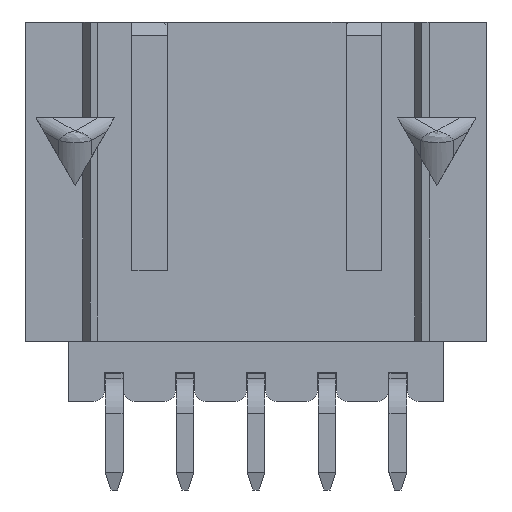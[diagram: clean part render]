
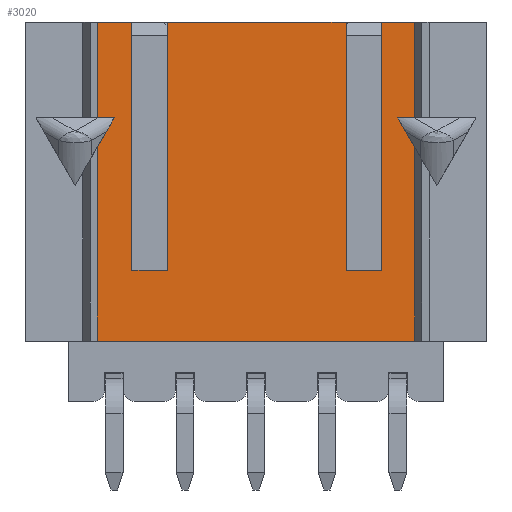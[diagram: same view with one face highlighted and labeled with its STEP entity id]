
A CAD part, front view. The second image highlights one B-rep face of the part: STEP entity #3020.
In plain terms, the highlighted planar face has unit normal (0, -1, 0).
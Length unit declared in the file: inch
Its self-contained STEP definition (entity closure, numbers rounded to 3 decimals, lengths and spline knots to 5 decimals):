
#350=DIRECTION('',(1.,0.,0.));
#351=VECTOR('',#350,0.448);
#352=CARTESIAN_POINT('',(-0.224,-0.1,-0.225));
#353=LINE('',#352,#351);
#666=DIRECTION('',(0.5,0.,-0.866));
#667=VECTOR('',#666,0.048);
#668=CARTESIAN_POINT('',(0.2,-0.1,0.08975));
#669=LINE('',#668,#667);
#670=DIRECTION('',(0.,0.,-1.));
#671=VECTOR('',#670,0.27319);
#672=CARTESIAN_POINT('',(0.224,-0.1,0.04819));
#673=LINE('',#672,#671);
#674=DIRECTION('',(0.,0.,-1.));
#675=VECTOR('',#674,0.27319);
#676=CARTESIAN_POINT('',(-0.224,-0.1,0.04819));
#677=LINE('',#676,#675);
#678=DIRECTION('',(0.5,0.,0.866));
#679=VECTOR('',#678,0.048);
#680=CARTESIAN_POINT('',(-0.224,-0.1,0.04819));
#681=LINE('',#680,#679);
#682=DIRECTION('',(-1.,0.,0.));
#683=VECTOR('',#682,0.024);
#684=CARTESIAN_POINT('',(-0.2,-0.1,0.08975));
#685=LINE('',#684,#683);
#686=DIRECTION('',(0.,0.,-1.));
#687=VECTOR('',#686,0.13525);
#688=CARTESIAN_POINT('',(-0.224,-0.1,0.225));
#689=LINE('',#688,#687);
#690=DIRECTION('',(1.,0.,0.));
#691=VECTOR('',#690,0.049);
#692=CARTESIAN_POINT('',(-0.224,-0.1,0.225));
#693=LINE('',#692,#691);
#694=DIRECTION('',(0.,0.,-1.));
#695=VECTOR('',#694,0.35);
#696=CARTESIAN_POINT('',(-0.175,-0.1,0.225));
#697=LINE('',#696,#695);
#698=DIRECTION('',(1.,0.,0.));
#699=VECTOR('',#698,0.05);
#700=CARTESIAN_POINT('',(-0.175,-0.1,-0.125));
#701=LINE('',#700,#699);
#702=DIRECTION('',(0.,0.,-1.));
#703=VECTOR('',#702,0.35);
#704=CARTESIAN_POINT('',(-0.125,-0.1,0.225));
#705=LINE('',#704,#703);
#706=DIRECTION('',(1.,0.,0.));
#707=VECTOR('',#706,0.252);
#708=CARTESIAN_POINT('',(-0.125,-0.1,0.225));
#709=LINE('',#708,#707);
#710=DIRECTION('',(0.,0.,-1.));
#711=VECTOR('',#710,0.35);
#712=CARTESIAN_POINT('',(0.127,-0.1,0.225));
#713=LINE('',#712,#711);
#714=DIRECTION('',(-1.,0.,0.));
#715=VECTOR('',#714,0.05);
#716=CARTESIAN_POINT('',(0.177,-0.1,-0.125));
#717=LINE('',#716,#715);
#718=DIRECTION('',(0.,0.,-1.));
#719=VECTOR('',#718,0.35);
#720=CARTESIAN_POINT('',(0.177,-0.1,0.225));
#721=LINE('',#720,#719);
#722=DIRECTION('',(1.,0.,0.));
#723=VECTOR('',#722,0.047);
#724=CARTESIAN_POINT('',(0.177,-0.1,0.225));
#725=LINE('',#724,#723);
#726=DIRECTION('',(0.,0.,-1.));
#727=VECTOR('',#726,0.13525);
#728=CARTESIAN_POINT('',(0.224,-0.1,0.225));
#729=LINE('',#728,#727);
#730=DIRECTION('',(-1.,0.,0.));
#731=VECTOR('',#730,0.024);
#732=CARTESIAN_POINT('',(0.224,-0.1,0.08975));
#733=LINE('',#732,#731);
#1825=CARTESIAN_POINT('',(0.177,-0.1,0.225));
#1827=VERTEX_POINT('',#1825);
#1829=CARTESIAN_POINT('',(0.127,-0.1,0.225));
#1831=VERTEX_POINT('',#1829);
#1833=CARTESIAN_POINT('',(0.177,-0.1,-0.125));
#1834=VERTEX_POINT('',#1833);
#1835=CARTESIAN_POINT('',(0.127,-0.1,-0.125));
#1836=VERTEX_POINT('',#1835);
#1955=CARTESIAN_POINT('',(-0.224,-0.1,-0.225));
#1956=CARTESIAN_POINT('',(0.224,-0.1,-0.225));
#1957=VERTEX_POINT('',#1955);
#1958=VERTEX_POINT('',#1956);
#1961=CARTESIAN_POINT('',(-0.224,-0.1,0.225));
#1963=VERTEX_POINT('',#1961);
#1971=CARTESIAN_POINT('',(0.224,-0.1,0.225));
#1972=VERTEX_POINT('',#1971);
#1977=CARTESIAN_POINT('',(0.2,-0.1,0.08975));
#1978=CARTESIAN_POINT('',(0.224,-0.1,0.04819));
#1979=VERTEX_POINT('',#1977);
#1980=VERTEX_POINT('',#1978);
#1989=CARTESIAN_POINT('',(0.224,-0.1,0.08975));
#1990=VERTEX_POINT('',#1989);
#1995=CARTESIAN_POINT('',(-0.2,-0.1,0.08975));
#1996=CARTESIAN_POINT('',(-0.224,-0.1,0.08975));
#1997=VERTEX_POINT('',#1995);
#1998=VERTEX_POINT('',#1996);
#2007=CARTESIAN_POINT('',(-0.224,-0.1,0.04819));
#2008=VERTEX_POINT('',#2007);
#2097=CARTESIAN_POINT('',(-0.175,-0.1,0.225));
#2099=VERTEX_POINT('',#2097);
#2101=CARTESIAN_POINT('',(-0.125,-0.1,0.225));
#2103=VERTEX_POINT('',#2101);
#2105=CARTESIAN_POINT('',(-0.175,-0.1,-0.125));
#2106=CARTESIAN_POINT('',(-0.125,-0.1,-0.125));
#2107=VERTEX_POINT('',#2105);
#2108=VERTEX_POINT('',#2106);
#2985=CARTESIAN_POINT('',(-0.3,-0.1,0.225));
#2986=DIRECTION('',(0.,-1.,0.));
#2987=DIRECTION('',(0.,0.,-1.));
#2988=AXIS2_PLACEMENT_3D('',#2985,#2986,#2987);
#2989=PLANE('',#2988);
#2991=ORIENTED_EDGE('',*,*,#2990,.T.);
#2993=ORIENTED_EDGE('',*,*,#2992,.T.);
#2994=ORIENTED_EDGE('',*,*,#2627,.F.);
#2996=ORIENTED_EDGE('',*,*,#2995,.F.);
#2998=ORIENTED_EDGE('',*,*,#2997,.T.);
#3000=ORIENTED_EDGE('',*,*,#2999,.T.);
#3002=ORIENTED_EDGE('',*,*,#3001,.F.);
#3003=ORIENTED_EDGE('',*,*,#2937,.T.);
#3005=ORIENTED_EDGE('',*,*,#3004,.T.);
#3006=ORIENTED_EDGE('',*,*,#2747,.T.);
#3007=ORIENTED_EDGE('',*,*,#2976,.F.);
#3008=ORIENTED_EDGE('',*,*,#2898,.T.);
#3010=ORIENTED_EDGE('',*,*,#3009,.T.);
#3011=ORIENTED_EDGE('',*,*,#2771,.F.);
#3012=ORIENTED_EDGE('',*,*,#2878,.F.);
#3013=ORIENTED_EDGE('',*,*,#2914,.T.);
#3015=ORIENTED_EDGE('',*,*,#3014,.T.);
#3017=ORIENTED_EDGE('',*,*,#3016,.T.);
#3018=EDGE_LOOP('',(#2991,#2993,#2994,#2996,#2998,#3000,#3002,#3003,#3005,#3006,
#3007,#3008,#3010,#3011,#3012,#3013,#3015,#3017));
#3019=FACE_OUTER_BOUND('',#3018,.F.);
#3020=ADVANCED_FACE('',(#3019),#2989,.T.);
#2627=EDGE_CURVE('',#1957,#1958,#353,.T.);
#2747=EDGE_CURVE('',#2107,#2108,#701,.T.);
#2771=EDGE_CURVE('',#1834,#1836,#717,.T.);
#2878=EDGE_CURVE('',#1827,#1834,#721,.T.);
#2898=EDGE_CURVE('',#2103,#1831,#709,.T.);
#2914=EDGE_CURVE('',#1827,#1972,#725,.T.);
#2937=EDGE_CURVE('',#1963,#2099,#693,.T.);
#2976=EDGE_CURVE('',#2103,#2108,#705,.T.);
#2990=EDGE_CURVE('',#1979,#1980,#669,.T.);
#2992=EDGE_CURVE('',#1980,#1958,#673,.T.);
#2995=EDGE_CURVE('',#2008,#1957,#677,.T.);
#2997=EDGE_CURVE('',#2008,#1997,#681,.T.);
#2999=EDGE_CURVE('',#1997,#1998,#685,.T.);
#3001=EDGE_CURVE('',#1963,#1998,#689,.T.);
#3004=EDGE_CURVE('',#2099,#2107,#697,.T.);
#3009=EDGE_CURVE('',#1831,#1836,#713,.T.);
#3014=EDGE_CURVE('',#1972,#1990,#729,.T.);
#3016=EDGE_CURVE('',#1990,#1979,#733,.T.);
